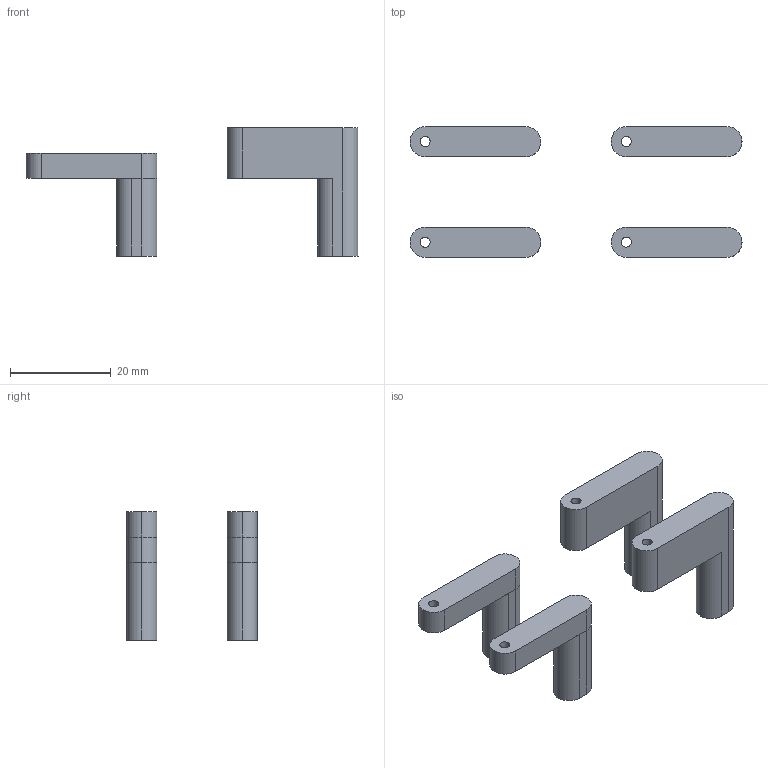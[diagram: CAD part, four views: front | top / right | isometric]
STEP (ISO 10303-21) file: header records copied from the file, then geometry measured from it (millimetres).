
FILE_DESCRIPTION(/* description */ (''),/* implementation_level */ '2;1');
FILE_NAME(/* name */ 'servo mount new.step',/* time_stamp */ '2023-07-30T19:27:11+08:00',/* author */ (''),/* organization */ (''),/* preprocessor_version */ 'ST-DEVELOPER v19.2',/* originating_system */ 'Autodesk Translation Framework v11.17.0.187',/* authorisation */ '');
FILE_SCHEMA (('AUTOMOTIVE_DESIGN { 1 0 10303 214 3 1 1 }'));
Length unit declared in the file: centimetre
Products named in the file (2): servo mount new; servo mount new_1
Assembly tree (1 placements, depth 2):
  servo mount new
    servo mount new_1
Bounding box: 66 x 26 x 25.5 mm (x, y, z)
Volume: 4151.2 mm3; surface area: 4692.8 mm2
Topology: 2 solids, 4 shells, 58 faces, 150 edges, 86 vertices
Faces by surface type: cylinder 32, plane 26
Full cylindrical faces by diameter (mm): 2 x4
Entity records: 1843 total; most frequent: DIRECTION 340, CARTESIAN_POINT 299, ORIENTED_EDGE 288, EDGE_CURVE 152, AXIS2_PLACEMENT_3D 127, LINE 86, VECTOR 86, VERTEX_POINT 86
